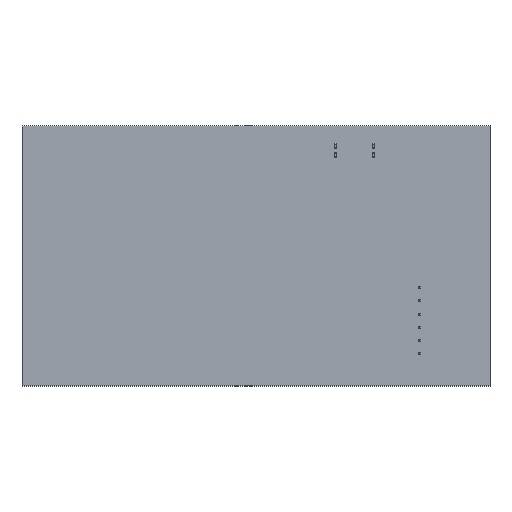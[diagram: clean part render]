
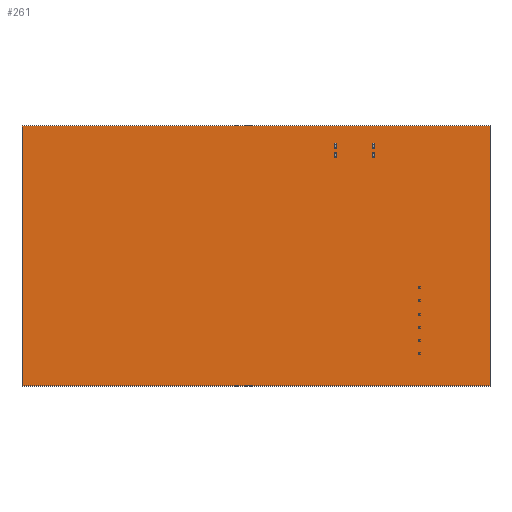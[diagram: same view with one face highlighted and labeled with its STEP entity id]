
A CAD part, top view. The second image highlights one B-rep face of the part: STEP entity #261.
In plain terms, the highlighted planar face has unit normal (0, 0, 1).
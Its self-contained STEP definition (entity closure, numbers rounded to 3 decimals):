
#132 = VERTEX_POINT('',#133);
#133 = CARTESIAN_POINT('',(0.,0.,0.411));
#139 = EDGE_CURVE('',#132,#140,#142,.T.);
#140 = VERTEX_POINT('',#141);
#141 = CARTESIAN_POINT('',(90.,0.,0.411));
#142 = LINE('',#143,#144);
#143 = CARTESIAN_POINT('',(0.,0.,0.411));
#144 = VECTOR('',#145,1.);
#145 = DIRECTION('',(1.,0.,0.));
#170 = EDGE_CURVE('',#140,#171,#173,.T.);
#171 = VERTEX_POINT('',#172);
#172 = CARTESIAN_POINT('',(90.,50.,0.411));
#173 = LINE('',#174,#175);
#174 = CARTESIAN_POINT('',(90.,0.,0.411));
#175 = VECTOR('',#176,1.);
#176 = DIRECTION('',(0.,1.,0.));
#201 = EDGE_CURVE('',#171,#202,#204,.T.);
#202 = VERTEX_POINT('',#203);
#203 = CARTESIAN_POINT('',(0.,50.,0.411));
#204 = LINE('',#205,#206);
#205 = CARTESIAN_POINT('',(90.,50.,0.411));
#206 = VECTOR('',#207,1.);
#207 = DIRECTION('',(-1.,0.,0.));
#232 = EDGE_CURVE('',#202,#132,#233,.T.);
#233 = LINE('',#234,#235);
#234 = CARTESIAN_POINT('',(0.,50.,0.411));
#235 = VECTOR('',#236,1.);
#236 = DIRECTION('',(0.,-1.,0.));
#261 = ADVANCED_FACE('',(#262),#268,.F.);
#262 = FACE_BOUND('',#263,.T.);
#263 = EDGE_LOOP('',(#264,#265,#266,#267));
#264 = ORIENTED_EDGE('',*,*,#139,.T.);
#265 = ORIENTED_EDGE('',*,*,#170,.T.);
#266 = ORIENTED_EDGE('',*,*,#201,.T.);
#267 = ORIENTED_EDGE('',*,*,#232,.T.);
#268 = PLANE('',#269);
#269 = AXIS2_PLACEMENT_3D('',#270,#271,#272);
#270 = CARTESIAN_POINT('',(0.,0.,0.411));
#271 = DIRECTION('',(0.,0.,-1.));
#272 = DIRECTION('',(-1.,0.,0.));
